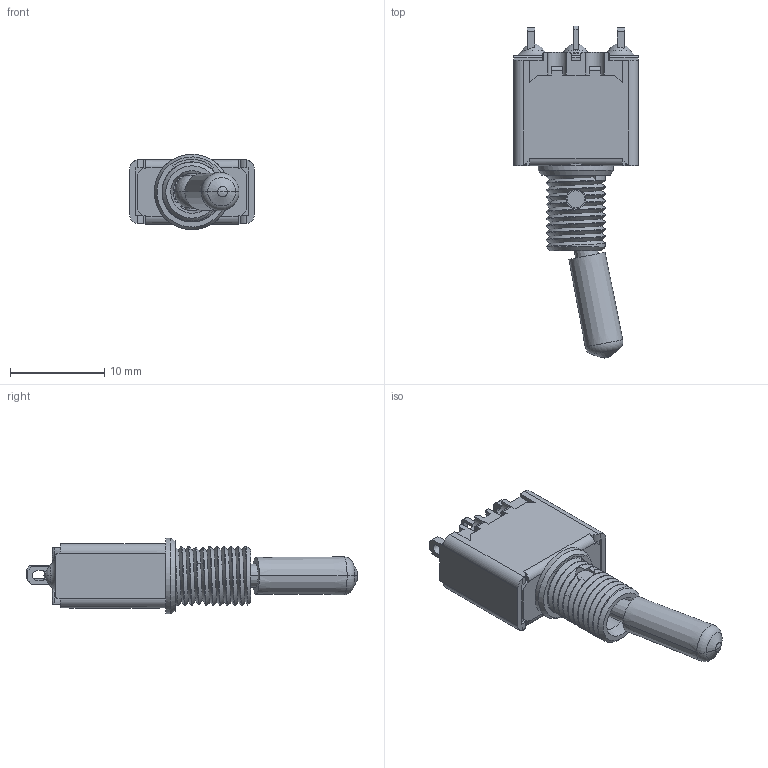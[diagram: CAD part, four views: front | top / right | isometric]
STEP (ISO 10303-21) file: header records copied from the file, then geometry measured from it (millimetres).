
FILE_DESCRIPTION((''),'2;1');
FILE_NAME('55636A-13-U270','2011-03-11T',('snouilhan'),(''),'PRO/ENGINEER BY PARAMETRIC TECHNOLOGY CORPORATION, 2009440','PRO/ENGINEER BY PARAMETRIC TECHNOLOGY CORPORATION, 2009440','');
FILE_SCHEMA(('CONFIG_CONTROL_DESIGN'));
Length unit declared in the file: millimetre
Products named in the file (1): 55636A-13-U270
Bounding box: 13.2 x 35.16 x 8 mm (x, y, z)
Volume: 936.8 mm3; surface area: 2088.1 mm2
Topology: 2 solids, 3 shells, 538 faces, 1472 edges, 915 vertices
Faces by surface type: plane 308, cylinder 127, bspline 42, cone 27, sphere 18, torus 16
Entity records: 22722 total; most frequent: CARTESIAN_POINT 9516, ORIENTED_EDGE 2920, DIRECTION 2516, EDGE_CURVE 1460, VERTEX_POINT 915, VECTOR 878, LINE 878, AXIS2_PLACEMENT_3D 819
